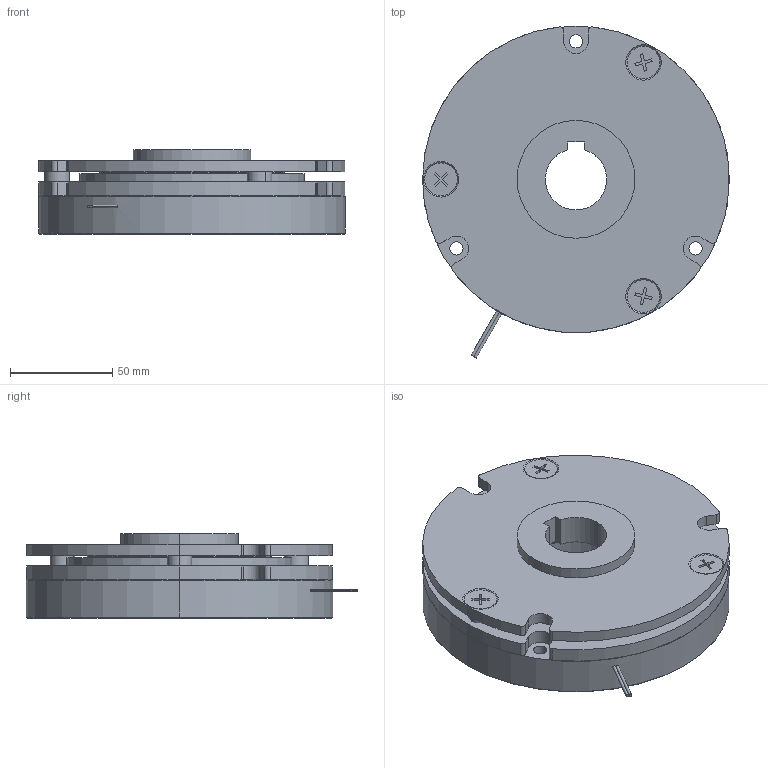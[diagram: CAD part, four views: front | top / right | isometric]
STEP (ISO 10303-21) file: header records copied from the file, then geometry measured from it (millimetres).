
FILE_DESCRIPTION (( 'STEP AP203' ), '1' );
FILE_NAME ('YPP616651.STEP', '2020-12-24T05:56:28', ( '' ), ( '' ), 'SwSTEP 2.0', 'SolidWorks 2016', '' );
FILE_SCHEMA (( 'CONFIG_CONTROL_DESIGN' ));
Length unit declared in the file: millimetre
Products named in the file (1): YPP616651
Bounding box: 150 x 162.33 x 41.2 mm (x, y, z)
Volume: 521051.2 mm3; surface area: 139021.9 mm2
Topology: 8 solids, 8 shells, 177 faces, 428 edges, 278 vertices
Faces by surface type: cylinder 83, plane 78, cone 16
Entity records: 5349 total; most frequent: DIRECTION 952, CARTESIAN_POINT 936, ORIENTED_EDGE 856, EDGE_CURVE 428, AXIS2_PLACEMENT_3D 350, VERTEX_POINT 278, VECTOR 252, LINE 252
